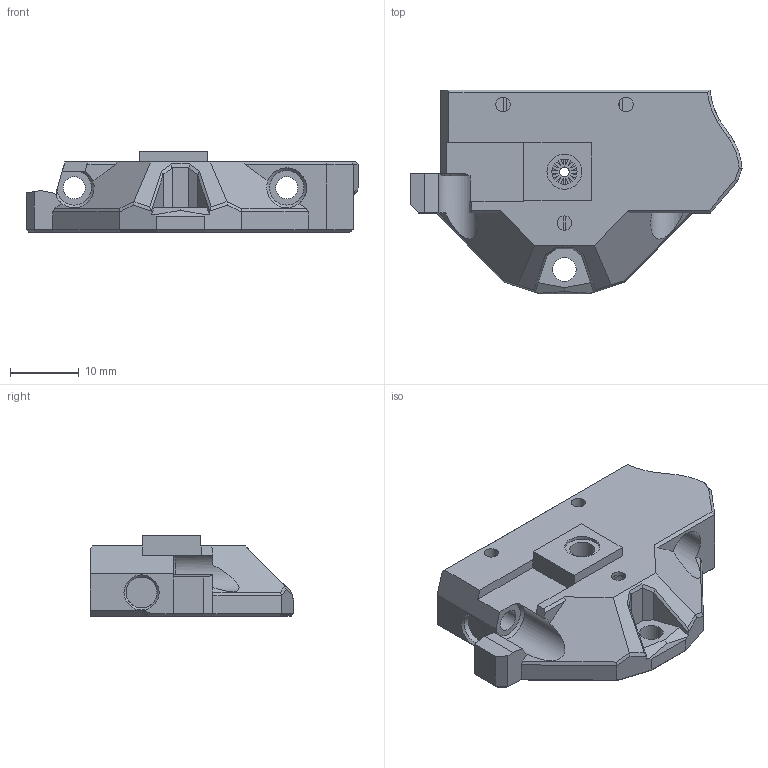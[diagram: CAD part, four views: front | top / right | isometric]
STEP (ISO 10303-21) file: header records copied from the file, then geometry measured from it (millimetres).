
FILE_DESCRIPTION(/* description */ (''),/* implementation_level */ '2;1');
FILE_NAME(/* name */ 'Bottom v1.step',/* time_stamp */ '2025-10-13T10:43:33+03:00',/* author */ (''),/* organization */ (''),/* preprocessor_version */ 'ST-DEVELOPER v20.1',/* originating_system */ 'Autodesk Translation Framework v14.17.0.0',/* authorisation */ '');
FILE_SCHEMA (('AUTOMOTIVE_DESIGN { 1 0 10303 214 3 1 1 }'));
Length unit declared in the file: millimetre
Products named in the file (1): Bottom
Bounding box: 48.13 x 29.55 x 11.7 mm (x, y, z)
Volume: 7348.8 mm3; surface area: 6176.6 mm2
Topology: 3 solids, 5 shells, 578 faces, 1574 edges, 1003 vertices
Faces by surface type: plane 466, cylinder 42, bspline 38, cone 26, torus 6
Full cylindrical faces by diameter (mm): 1.4 x1, 2.1 x3, 3.2 x2, 3.4 x1, 3.65 x1, 4.2 x1, 4.4 x1, 4.5 x1, 5.075 x1, 5.8 x1, 11.9 x1
Entity records: 19215 total; most frequent: CARTESIAN_POINT 4515, ORIENTED_EDGE 3148, DIRECTION 2966, EDGE_CURVE 1574, LINE 1104, VECTOR 1104, VERTEX_POINT 1003, AXIS2_PLACEMENT_3D 931
